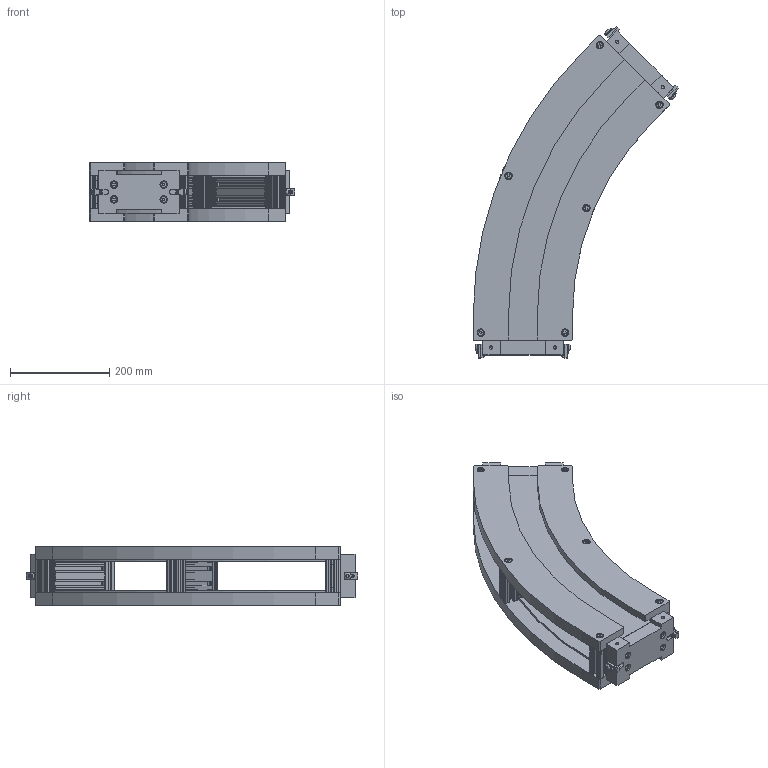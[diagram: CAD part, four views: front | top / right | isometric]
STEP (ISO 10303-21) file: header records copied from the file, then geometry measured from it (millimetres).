
FILE_DESCRIPTION(/* description */ ('Bogen GKF 200 KU-45° 650'),/* implementation_level */ '2;1');
FILE_NAME(/* name */ '291445-0.step',/* time_stamp */ '2021-09-06T09:45:59+02:00',/* author */ ('MuellerJ'),/* organization */ (''),/* preprocessor_version */ 'ST-DEVELOPER v18.1',/* originating_system */ 'Autodesk Inventor 2021',/* authorisation */ '');
FILE_SCHEMA (('AUTOMOTIVE_DESIGN { 1 0 10303 214 3 1 1 }'));
Length unit declared in the file: millimetre
Products named in the file (13): 29-1445-0BZ.000; 20-1068-0FZ.002; leer; 29-1446-0FZ.000; leer_1; 29-1351-0FZ.000; leer_2; leer_3; 21-1393-2FZ.003; leer_4; 21-1189-1FZ.001; leer_5; MTW_1-00126777
Assembly tree (40 placements, depth 5):
  29-1445-0BZ.000
    20-1068-0FZ.002  x6
    leer  x3
    leer_5  x12
    29-1446-0FZ.000  x2
    leer_1  x2
      29-1351-0FZ.000
      leer_2
        leer_3
          21-1393-2FZ.003
          leer_4
        21-1189-1FZ.001
      leer_5
      MTW_1-00126777
Bounding box: 414.12 x 669.36 x 118 mm (x, y, z)
Volume: 5738223.5 mm3; surface area: 1244630.3 mm2
Topology: 53 solids, 53 shells, 2742 faces, 7900 edges, 5228 vertices
Faces by surface type: plane 1578, cylinder 968, cone 144, torus 52
Full cylindrical faces by diameter (mm): 6.647 x20, 8 x32, 8.2 x4, 9 x20, 13 x20, 14 x4, 15 x20
Entity records: 20872 total; most frequent: CARTESIAN_POINT 3693, DIRECTION 3472, ORIENTED_EDGE 3410, EDGE_CURVE 1705, LINE 1166, VECTOR 1166, AXIS2_PLACEMENT_3D 1153, VERTEX_POINT 1142
